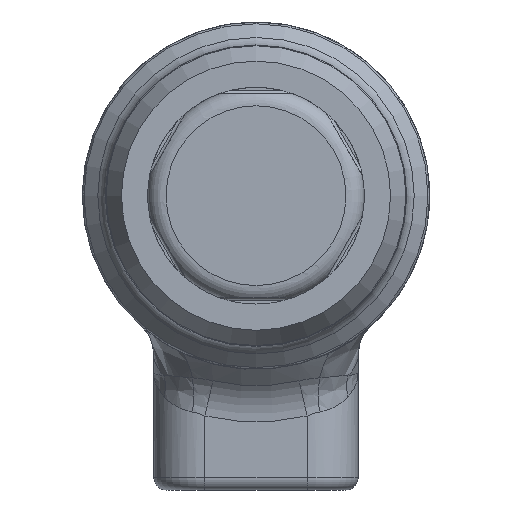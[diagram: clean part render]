
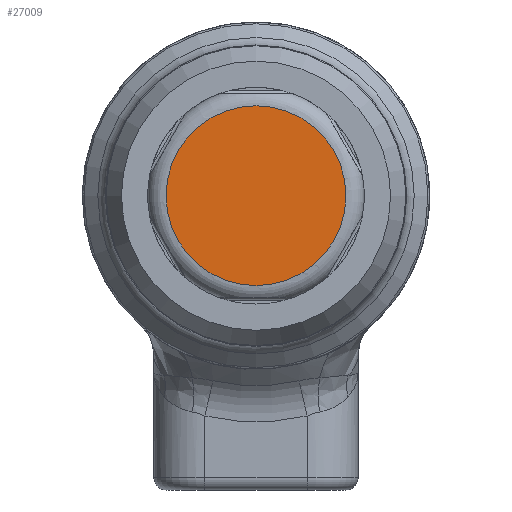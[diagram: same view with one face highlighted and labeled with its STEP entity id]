
A CAD part, front view. The second image highlights one B-rep face of the part: STEP entity #27009.
In plain terms, the highlighted planar face has unit normal (0, -1, 0).
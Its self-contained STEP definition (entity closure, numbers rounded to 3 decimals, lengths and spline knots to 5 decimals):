
#8948=PLANE('',#31077);
#10494=FACE_OUTER_BOUND('',#12302,.T.);
#12302=EDGE_LOOP('',(#20736));
#20736=ORIENTED_EDGE('',*,*,#25153,.T.);
#25153=EDGE_CURVE('',#30197,#30197,#25339,.T.);
#25339=CIRCLE('',#31072,0.44);
#27009=ADVANCED_FACE('',(#10494),#8948,.F.);
#30197=VERTEX_POINT('',#67888);
#31072=AXIS2_PLACEMENT_3D('',#67887,#35102,#35103);
#31077=AXIS2_PLACEMENT_3D('',#67979,#35112,#35113);
#35102=DIRECTION('',(0.,-1.,0.));
#35103=DIRECTION('',(0.,0.,1.));
#35112=DIRECTION('',(0.,1.,0.));
#35113=DIRECTION('',(0.,0.,1.));
#67887=CARTESIAN_POINT('',(0.,-3.243,0.));
#67888=CARTESIAN_POINT('',(0.,-3.243,0.44));
#67979=CARTESIAN_POINT('',(0.,-3.243,0.53));
